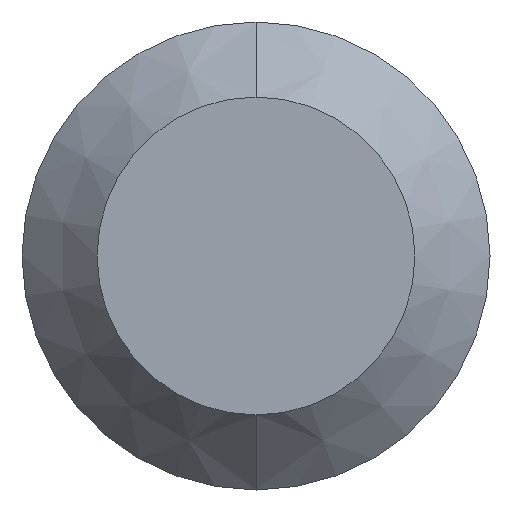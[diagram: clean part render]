
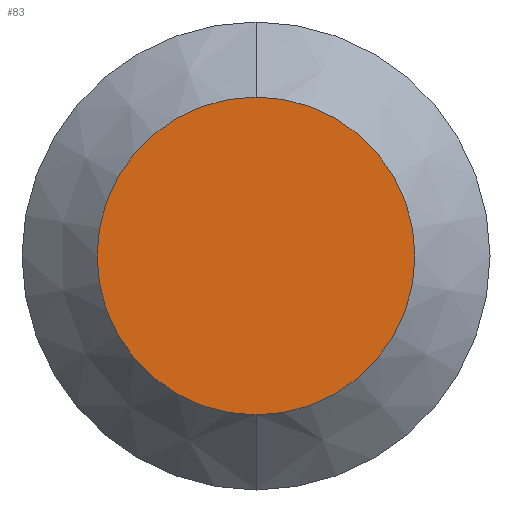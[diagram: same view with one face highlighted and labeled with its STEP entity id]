
A CAD part, front view. The second image highlights one B-rep face of the part: STEP entity #83.
In plain terms, the highlighted planar face has unit normal (0, -1, 0).
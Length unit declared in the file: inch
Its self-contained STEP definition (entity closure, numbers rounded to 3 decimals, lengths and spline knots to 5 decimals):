
#4 = ORIENTED_EDGE ( 'NONE', *, *, #177, .T. ) ;
#7 = CARTESIAN_POINT ( 'NONE',  ( 0., 0., 0. ) ) ;
#28 = DIRECTION ( 'NONE',  ( 0., 0., 1. ) ) ;
#38 = CARTESIAN_POINT ( 'NONE',  ( 0., 0., 0.04235 ) ) ;
#62 = VERTEX_POINT ( 'NONE', #38 ) ;
#64 = CARTESIAN_POINT ( 'NONE',  ( 0., 0., 0. ) ) ;
#68 = PLANE ( 'NONE',  #178 ) ;
#83 = ADVANCED_FACE ( 'NONE', ( #215 ), #68, .F. ) ;
#89 = DIRECTION ( 'NONE',  ( 0., 0., 1. ) ) ;
#92 = DIRECTION ( 'NONE',  ( 0., 0., 1. ) ) ;
#97 = DIRECTION ( 'NONE',  ( 0., -1., 0. ) ) ;
#107 = DIRECTION ( 'NONE',  ( 0., -1., 0. ) ) ;
#121 = AXIS2_PLACEMENT_3D ( 'NONE', #7, #97, #28 ) ;
#153 = AXIS2_PLACEMENT_3D ( 'NONE', #64, #107, #89 ) ;
#177 = EDGE_CURVE ( 'NONE', #62, #278, #234, .T. ) ;
#178 = AXIS2_PLACEMENT_3D ( 'NONE', #193, #232, #92 ) ;
#181 = EDGE_LOOP ( 'NONE', ( #4, #220 ) ) ;
#193 = CARTESIAN_POINT ( 'NONE',  ( 0., 0., 0. ) ) ;
#206 = CARTESIAN_POINT ( 'NONE',  ( 0., 0., -0.04235 ) ) ;
#215 = FACE_OUTER_BOUND ( 'NONE', #181, .T. ) ;
#217 = CIRCLE ( 'NONE', #121, 0.04235 ) ;
#220 = ORIENTED_EDGE ( 'NONE', *, *, #252, .T. ) ;
#232 = DIRECTION ( 'NONE',  ( 0., 1., 0. ) ) ;
#234 = CIRCLE ( 'NONE', #153, 0.04235 ) ;
#252 = EDGE_CURVE ( 'NONE', #278, #62, #217, .T. ) ;
#278 = VERTEX_POINT ( 'NONE', #206 ) ;
